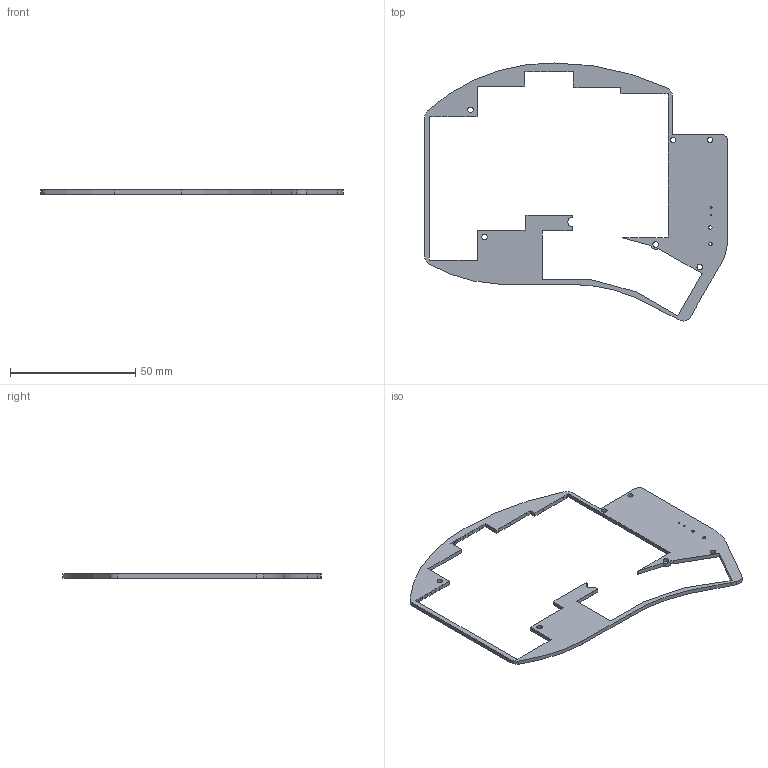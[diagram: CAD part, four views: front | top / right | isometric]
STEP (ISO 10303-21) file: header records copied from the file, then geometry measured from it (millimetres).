
FILE_DESCRIPTION(('KiCad electronic assembly'),'2;1');
FILE_NAME('top shell.STEP','2023-02-08T14:53:38',('Pcbnew'),('Kicad'), 'Open CASCADE STEP processor 7.6','KiCad to STEP converter','Unknown' );
FILE_SCHEMA(('AUTOMOTIVE_DESIGN { 1 0 10303 214 1 1 1 1 }'));
Length unit declared in the file: millimetre
Products named in the file (2): top shell 1; _autosave-sem tÃ­tulo PCB
Assembly tree (1 placements, depth 2):
  top shell 1
    _autosave-sem tÃ­tulo PCB
Bounding box: 120.94 x 103.08 x 1.6 mm (x, y, z)
Volume: 4814.1 mm3; surface area: 7502.4 mm2
Topology: 1 solids, 1 shells, 145 faces, 429 edges, 286 vertices
Faces by surface type: plane 123, cylinder 22
Full cylindrical faces by diameter (mm): 0.7 x2, 1.3 x2, 2.2 x6
Entity records: 10455 total; most frequent: CARTESIAN_POINT 1720, DIRECTION 1625, LINE 1199, VECTOR 1199, ORIENTED_EDGE 858, PCURVE 858, DEFINITIONAL_REPRESENTATION 858, EDGE_CURVE 429
